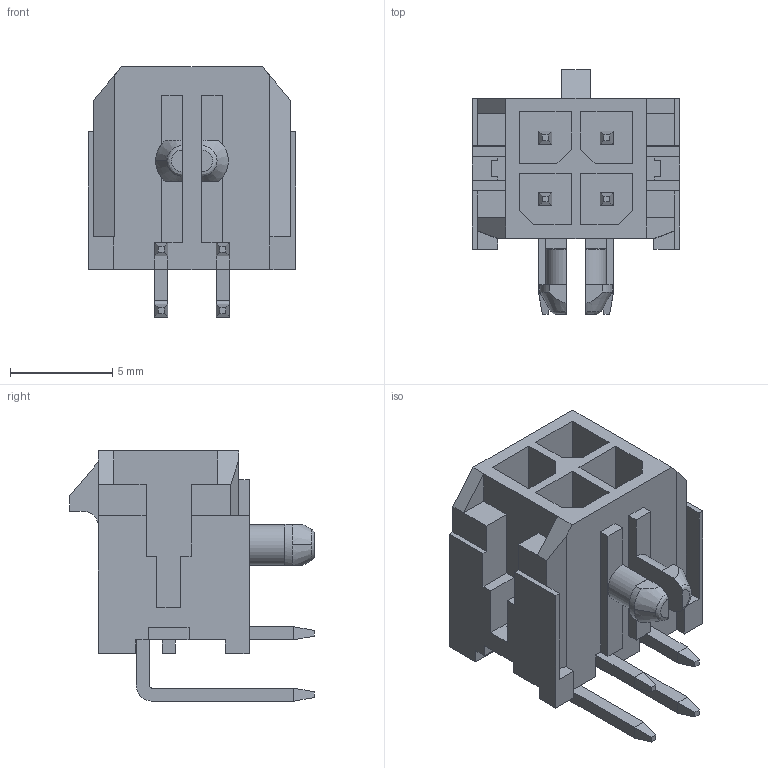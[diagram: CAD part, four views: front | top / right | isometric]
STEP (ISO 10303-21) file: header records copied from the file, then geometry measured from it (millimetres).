
FILE_DESCRIPTION (( 'STEP AP214' ), '1' );
FILE_NAME ('reoriented-430450400.STEP', '2023-10-11T09:25:35', ( '' ), ( '' ), 'SwSTEP 2.0', 'SolidWorks 2021', '' );
FILE_SCHEMA (( 'AUTOMOTIVE_DESIGN' ));
Length unit declared in the file: millimetre
Products named in the file (1): reoriented-430450400
Bounding box: 10.15 x 11.95 x 12.24 mm (x, y, z)
Volume: 454.3 mm3; surface area: 987.4 mm2
Topology: 9 solids, 9 shells, 286 faces, 718 edges, 459 vertices
Faces by surface type: plane 272, cylinder 9, cone 3, bspline 2
Entity records: 8514 total; most frequent: CARTESIAN_POINT 1588, ORIENTED_EDGE 1436, DIRECTION 1302, EDGE_CURVE 718, VECTOR 684, LINE 684, VERTEX_POINT 459, AXIS2_PLACEMENT_3D 309
